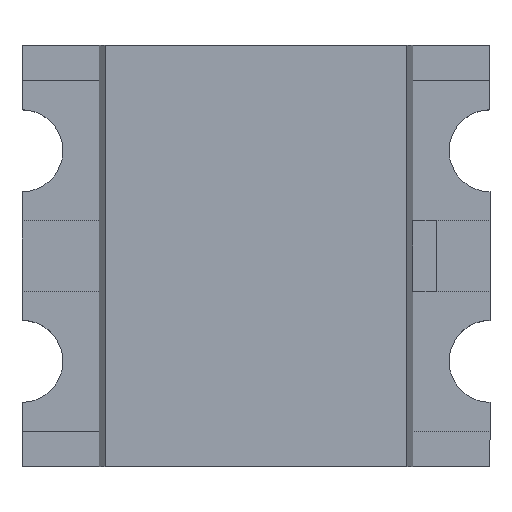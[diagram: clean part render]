
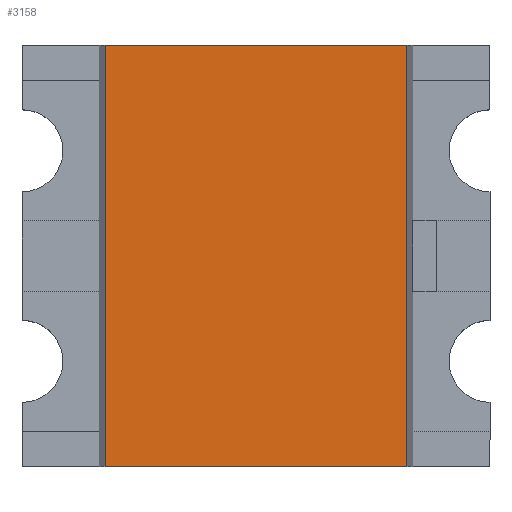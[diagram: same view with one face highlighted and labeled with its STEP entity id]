
A CAD part, top view. The second image highlights one B-rep face of the part: STEP entity #3158.
In plain terms, the highlighted planar face has unit normal (0, 0, 1).
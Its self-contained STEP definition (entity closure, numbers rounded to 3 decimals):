
#165 = CARTESIAN_POINT ( 'NONE',  ( -0.645, 2.337, 0.8 ) ) ;
#260 = VECTOR ( 'NONE', #2538, 1000. ) ;
#282 = DIRECTION ( 'NONE',  ( 1., 0., 0. ) ) ;
#508 = CARTESIAN_POINT ( 'NONE',  ( 0.645, 0.9, 0.8 ) ) ;
#552 = CARTESIAN_POINT ( 'NONE',  ( -0.645, -0.9, 0.8 ) ) ;
#688 = ORIENTED_EDGE ( 'NONE', *, *, #3297, .F. ) ;
#731 = LINE ( 'NONE', #1811, #1310 ) ;
#763 = EDGE_CURVE ( 'NONE', #1749, #2921, #3067, .T. ) ;
#964 = CARTESIAN_POINT ( 'NONE',  ( 0.645, -0.9, 0.8 ) ) ;
#1000 = DIRECTION ( 'NONE',  ( 0., -1., 0. ) ) ;
#1132 = CARTESIAN_POINT ( 'NONE',  ( -0.645, 0.9, 0.8 ) ) ;
#1310 = VECTOR ( 'NONE', #1000, 1000. ) ;
#1390 = CARTESIAN_POINT ( 'NONE',  ( -0.645, 0.9, 0.8 ) ) ;
#1535 = ORIENTED_EDGE ( 'NONE', *, *, #2692, .T. ) ;
#1561 = VECTOR ( 'NONE', #1670, 1000. ) ;
#1670 = DIRECTION ( 'NONE',  ( 1., 0., 0. ) ) ;
#1671 = FACE_OUTER_BOUND ( 'NONE', #3004, .T. ) ;
#1749 = VERTEX_POINT ( 'NONE', #964 ) ;
#1811 = CARTESIAN_POINT ( 'NONE',  ( 0.645, 2.337, 0.8 ) ) ;
#1839 = VERTEX_POINT ( 'NONE', #1390 ) ;
#1953 = CARTESIAN_POINT ( 'NONE',  ( -0.645, -0.9, 0.8 ) ) ;
#2031 = EDGE_CURVE ( 'NONE', #1839, #2302, #2792, .T. ) ;
#2129 = CARTESIAN_POINT ( 'NONE',  ( -0.645, 2.337, 0.8 ) ) ;
#2302 = VERTEX_POINT ( 'NONE', #508 ) ;
#2355 = ORIENTED_EDGE ( 'NONE', *, *, #2031, .F. ) ;
#2436 = PLANE ( 'NONE',  #3433 ) ;
#2538 = DIRECTION ( 'NONE',  ( -1., 0., 0. ) ) ;
#2692 = EDGE_CURVE ( 'NONE', #1839, #2921, #2935, .T. ) ;
#2792 = LINE ( 'NONE', #1132, #1561 ) ;
#2921 = VERTEX_POINT ( 'NONE', #1953 ) ;
#2935 = LINE ( 'NONE', #165, #2977 ) ;
#2977 = VECTOR ( 'NONE', #3205, 1000. ) ;
#3004 = EDGE_LOOP ( 'NONE', ( #2355, #1535, #3095, #688 ) ) ;
#3067 = LINE ( 'NONE', #552, #260 ) ;
#3095 = ORIENTED_EDGE ( 'NONE', *, *, #763, .F. ) ;
#3158 = ADVANCED_FACE ( 'NONE', ( #1671 ), #2436, .T. ) ;
#3205 = DIRECTION ( 'NONE',  ( 0., -1., 0. ) ) ;
#3297 = EDGE_CURVE ( 'NONE', #2302, #1749, #731, .T. ) ;
#3311 = DIRECTION ( 'NONE',  ( 0., 0., 1. ) ) ;
#3433 = AXIS2_PLACEMENT_3D ( 'NONE', #2129, #3311, #282 ) ;
